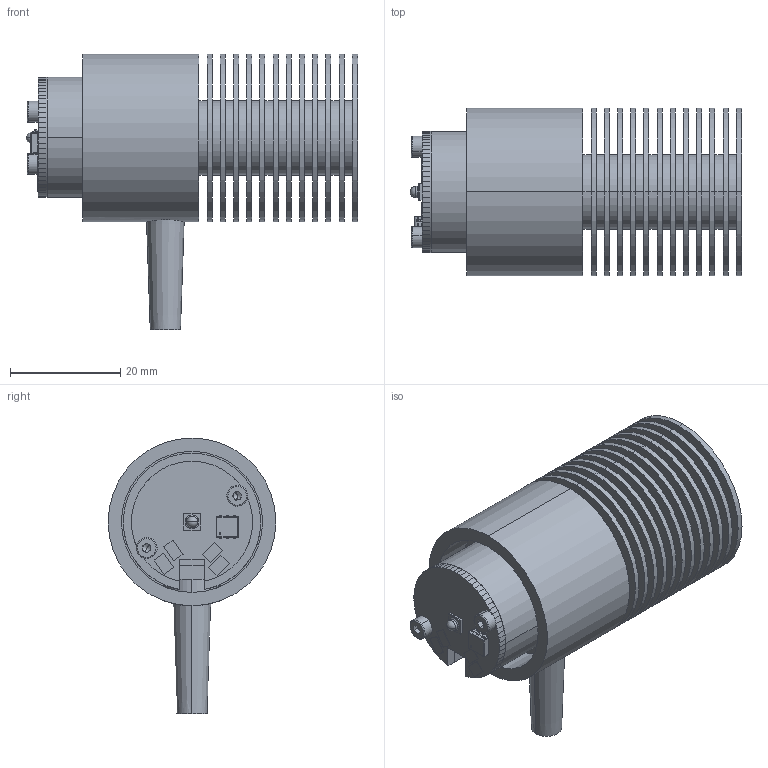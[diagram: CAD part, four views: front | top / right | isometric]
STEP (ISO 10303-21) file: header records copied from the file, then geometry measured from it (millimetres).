
FILE_DESCRIPTION (( 'STEP AP214' ), '1' );
FILE_NAME ('MTN010923-E0W.STEP', '2018-11-13T16:36:08', ( '' ), ( '' ), 'SwSTEP 2.0', 'SolidWorks 2018', '' );
FILE_SCHEMA (( 'AUTOMOTIVE_DESIGN' ));
Length unit declared in the file: millimetre
Products named in the file (1): MTN010923-E0W
Bounding box: 60.31 x 30.5 x 50.17 mm (x, y, z)
Volume: 27452.6 mm3; surface area: 27945.6 mm2
Topology: 21 solids, 21 shells, 511 faces, 1216 edges, 773 vertices
Faces by surface type: plane 302, cylinder 147, bspline 24, cone 22, torus 14, sphere 2
Entity records: 22716 total; most frequent: CARTESIAN_POINT 4995, DIRECTION 2464, ORIENTED_EDGE 2396, EDGE_CURVE 1198, AXIS2_PLACEMENT_3D 832, LINE 800, VECTOR 800, VERTEX_POINT 773
